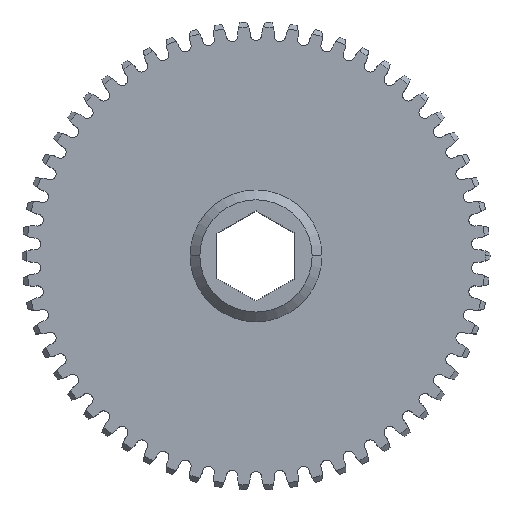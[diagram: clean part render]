
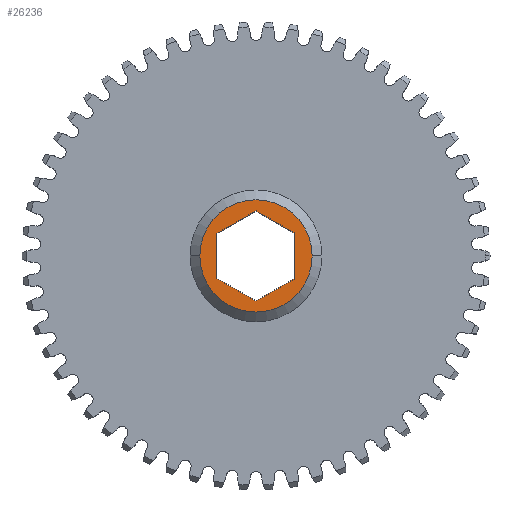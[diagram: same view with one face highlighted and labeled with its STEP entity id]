
A CAD part, top view. The second image highlights one B-rep face of the part: STEP entity #26236.
In plain terms, the highlighted planar face has unit normal (0, 0, 1).
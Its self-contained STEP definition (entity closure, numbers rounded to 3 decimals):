
#177 = VERTEX_POINT ( 'NONE', #25508 ) ;
#186 = VERTEX_POINT ( 'NONE', #20391 ) ;
#648 = DIRECTION ( 'NONE',  ( -1., 0., 0. ) ) ;
#1183 = CARTESIAN_POINT ( 'NONE',  ( 0., 0., 6.35 ) ) ;
#1217 = CARTESIAN_POINT ( 'NONE',  ( 6.35, 3.666, 6.35 ) ) ;
#2446 = ORIENTED_EDGE ( 'NONE', *, *, #19615, .F. ) ;
#2909 = EDGE_CURVE ( 'NONE', #26613, #24566, #10970, .T. ) ;
#3177 = CIRCLE ( 'NONE', #24878, 9.144 ) ;
#3617 = VECTOR ( 'NONE', #28666, 1000. ) ;
#3870 = DIRECTION ( 'NONE',  ( 0., 1., 0. ) ) ;
#4427 = PLANE ( 'NONE',  #18085 ) ;
#4687 = CIRCLE ( 'NONE', #18674, 9.144 ) ;
#4824 = EDGE_CURVE ( 'NONE', #9167, #12320, #21912, .T. ) ;
#4870 = FACE_BOUND ( 'NONE', #25801, .T. ) ;
#5300 = LINE ( 'NONE', #9231, #20356 ) ;
#5856 = ORIENTED_EDGE ( 'NONE', *, *, #2909, .F. ) ;
#7437 = VECTOR ( 'NONE', #20676, 1000. ) ;
#7523 = EDGE_CURVE ( 'NONE', #12320, #26613, #22638, .T. ) ;
#7571 = ORIENTED_EDGE ( 'NONE', *, *, #18812, .F. ) ;
#8508 = VECTOR ( 'NONE', #18713, 1000. ) ;
#9167 = VERTEX_POINT ( 'NONE', #27102 ) ;
#9176 = CARTESIAN_POINT ( 'NONE',  ( -3.175, -5.499, 6.35 ) ) ;
#9231 = CARTESIAN_POINT ( 'NONE',  ( -3.175, 5.499, 6.35 ) ) ;
#9247 = DIRECTION ( 'NONE',  ( 0., 0., 1. ) ) ;
#9257 = CARTESIAN_POINT ( 'NONE',  ( 0., 7.332, 6.35 ) ) ;
#10970 = LINE ( 'NONE', #15052, #20430 ) ;
#11225 = CARTESIAN_POINT ( 'NONE',  ( 0., 0., 6.35 ) ) ;
#11595 = EDGE_CURVE ( 'NONE', #186, #9167, #28520, .T. ) ;
#11761 = LINE ( 'NONE', #20975, #8508 ) ;
#11796 = ORIENTED_EDGE ( 'NONE', *, *, #7523, .F. ) ;
#11972 = DIRECTION ( 'NONE',  ( 0., 0., -1. ) ) ;
#12178 = ORIENTED_EDGE ( 'NONE', *, *, #22876, .F. ) ;
#12320 = VERTEX_POINT ( 'NONE', #21663 ) ;
#12376 = CARTESIAN_POINT ( 'NONE',  ( -6.35, 0., 6.35 ) ) ;
#13229 = ORIENTED_EDGE ( 'NONE', *, *, #11595, .F. ) ;
#13966 = EDGE_CURVE ( 'NONE', #16839, #186, #5300, .T. ) ;
#15052 = CARTESIAN_POINT ( 'NONE',  ( 6.35, 0., 6.35 ) ) ;
#15994 = CARTESIAN_POINT ( 'NONE',  ( -9.144, 0., 6.35 ) ) ;
#16839 = VERTEX_POINT ( 'NONE', #9257 ) ;
#17131 = EDGE_LOOP ( 'NONE', ( #7571, #12178 ) ) ;
#17609 = VERTEX_POINT ( 'NONE', #15994 ) ;
#17795 = ORIENTED_EDGE ( 'NONE', *, *, #4824, .F. ) ;
#18085 = AXIS2_PLACEMENT_3D ( 'NONE', #11225, #9247, #21027 ) ;
#18447 = DIRECTION ( 'NONE',  ( -0.866, -0.5, 0. ) ) ;
#18674 = AXIS2_PLACEMENT_3D ( 'NONE', #21326, #11972, #648 ) ;
#18713 = DIRECTION ( 'NONE',  ( -0.866, 0.5, 0. ) ) ;
#18812 = EDGE_CURVE ( 'NONE', #17609, #177, #3177, .T. ) ;
#19150 = DIRECTION ( 'NONE',  ( 0., 0., -1. ) ) ;
#19172 = CARTESIAN_POINT ( 'NONE',  ( 6.35, -3.666, 6.35 ) ) ;
#19615 = EDGE_CURVE ( 'NONE', #24566, #16839, #11761, .T. ) ;
#20356 = VECTOR ( 'NONE', #18447, 1000. ) ;
#20391 = CARTESIAN_POINT ( 'NONE',  ( -6.35, 3.666, 6.35 ) ) ;
#20430 = VECTOR ( 'NONE', #3870, 1000. ) ;
#20676 = DIRECTION ( 'NONE',  ( 0.866, 0.5, 0. ) ) ;
#20975 = CARTESIAN_POINT ( 'NONE',  ( 3.175, 5.499, 6.35 ) ) ;
#21027 = DIRECTION ( 'NONE',  ( 1., 0., 0. ) ) ;
#21326 = CARTESIAN_POINT ( 'NONE',  ( 0., 0., 6.35 ) ) ;
#21663 = CARTESIAN_POINT ( 'NONE',  ( 0., -7.332, 6.35 ) ) ;
#21912 = LINE ( 'NONE', #9176, #22779 ) ;
#22638 = LINE ( 'NONE', #22786, #7437 ) ;
#22779 = VECTOR ( 'NONE', #28997, 1000. ) ;
#22786 = CARTESIAN_POINT ( 'NONE',  ( 3.175, -5.499, 6.35 ) ) ;
#22876 = EDGE_CURVE ( 'NONE', #177, #17609, #4687, .T. ) ;
#24566 = VERTEX_POINT ( 'NONE', #1217 ) ;
#24878 = AXIS2_PLACEMENT_3D ( 'NONE', #1183, #19150, #28641 ) ;
#25508 = CARTESIAN_POINT ( 'NONE',  ( 9.144, 0., 6.35 ) ) ;
#25731 = ORIENTED_EDGE ( 'NONE', *, *, #13966, .F. ) ;
#25801 = EDGE_LOOP ( 'NONE', ( #17795, #13229, #25731, #2446, #5856, #11796 ) ) ;
#26236 = ADVANCED_FACE ( 'NONE', ( #4870, #27967 ), #4427, .T. ) ;
#26613 = VERTEX_POINT ( 'NONE', #19172 ) ;
#27102 = CARTESIAN_POINT ( 'NONE',  ( -6.35, -3.666, 6.35 ) ) ;
#27967 = FACE_OUTER_BOUND ( 'NONE', #17131, .T. ) ;
#28520 = LINE ( 'NONE', #12376, #3617 ) ;
#28641 = DIRECTION ( 'NONE',  ( -1., 0., 0. ) ) ;
#28666 = DIRECTION ( 'NONE',  ( 0., -1., 0. ) ) ;
#28997 = DIRECTION ( 'NONE',  ( 0.866, -0.5, 0. ) ) ;
